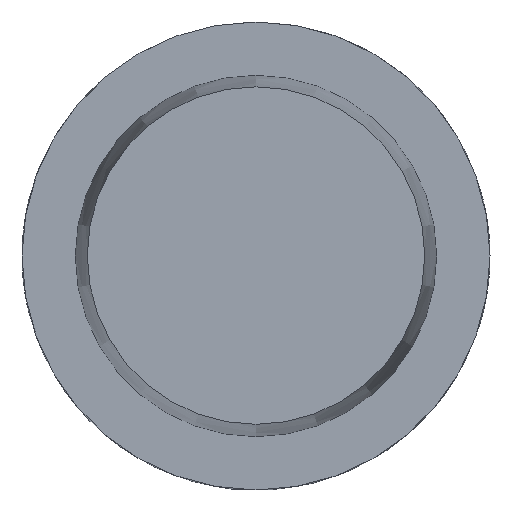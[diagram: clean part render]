
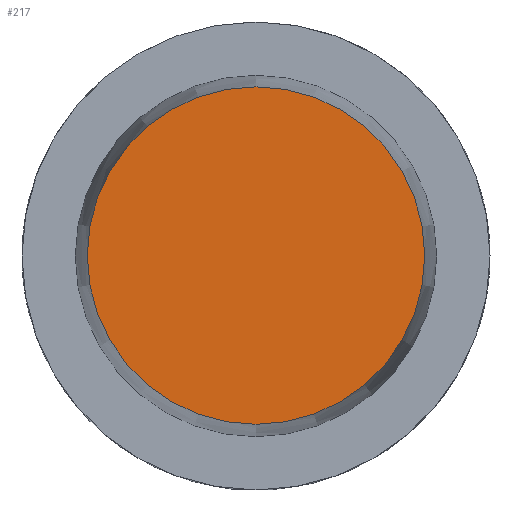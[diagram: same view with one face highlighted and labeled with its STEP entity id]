
A CAD part, top view. The second image highlights one B-rep face of the part: STEP entity #217.
In plain terms, the highlighted planar face has unit normal (0, 0, 1).
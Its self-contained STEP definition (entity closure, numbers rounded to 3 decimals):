
#199=EDGE_CURVE('240[2]',#598,#598,#599,.T.);
#217=ADVANCED_FACE('240[2]',(#626),#627,.T.);
#598=VERTEX_POINT('',#1132);
#599=CIRCLE('',#1133,22.715);
#626=FACE_OUTER_BOUND('',#1189,.T.);
#627=PLANE('',#1190);
#1132=CARTESIAN_POINT('',(0.,22.715,32.));
#1133=AXIS2_PLACEMENT_3D('',#2174,#2175,#2176);
#1189=EDGE_LOOP('',(#2193));
#1190=AXIS2_PLACEMENT_3D('',#2194,#2195,#2196);
#2174=CARTESIAN_POINT('',(0.,0.,32.));
#2175=DIRECTION('',(0.,0.,-1.0));
#2176=DIRECTION('',(0.,1.0,0.));
#2193=ORIENTED_EDGE('',*,*,#199,.F.);
#2194=CARTESIAN_POINT('',(0.,11.357,32.));
#2195=DIRECTION('',(0.,0.,1.0));
#2196=DIRECTION('',(0.,-1.0,0.));
